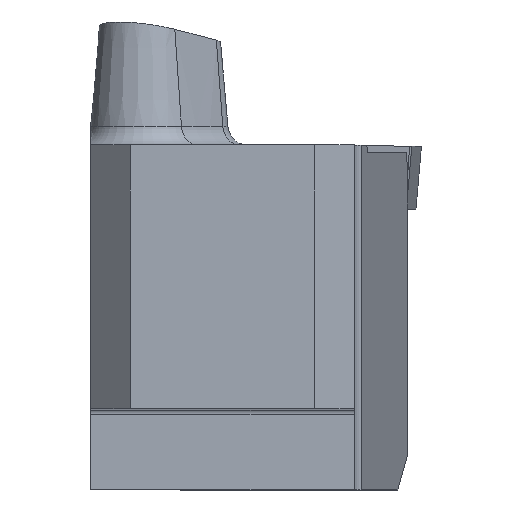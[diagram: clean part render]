
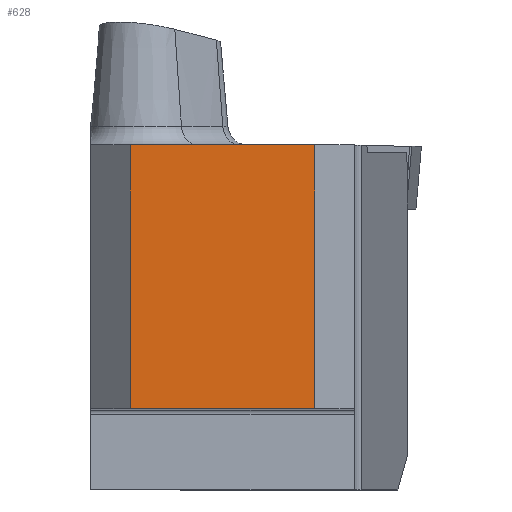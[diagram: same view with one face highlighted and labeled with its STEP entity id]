
A CAD part, top view. The second image highlights one B-rep face of the part: STEP entity #628.
In plain terms, the highlighted planar face has unit normal (0, 0, 1).
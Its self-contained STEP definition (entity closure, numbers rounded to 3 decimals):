
#185=FACE_OUTER_BOUND('',#832,.T.);
#390=LINE('',#3168,#518);
#391=LINE('',#3171,#519);
#392=LINE('',#3173,#520);
#393=LINE('',#3175,#521);
#518=VECTOR('',#2416,1.);
#519=VECTOR('',#2417,1.);
#520=VECTOR('',#2418,1.);
#521=VECTOR('',#2419,1.);
#628=ADVANCED_FACE('CU_BACK_SU1',(#185),#726,.F.);
#726=PLANE('',#2099);
#832=EDGE_LOOP('',(#1081,#1082,#1083,#1084));
#1081=ORIENTED_EDGE('',*,*,#1759,.F.);
#1082=ORIENTED_EDGE('',*,*,#1760,.F.);
#1083=ORIENTED_EDGE('',*,*,#1761,.T.);
#1084=ORIENTED_EDGE('',*,*,#1762,.T.);
#1551=VERTEX_POINT('',#3169);
#1552=VERTEX_POINT('',#3170);
#1553=VERTEX_POINT('',#3172);
#1554=VERTEX_POINT('',#3174);
#1759=EDGE_CURVE('',#1551,#1552,#390,.T.);
#1760=EDGE_CURVE('',#1553,#1551,#391,.T.);
#1761=EDGE_CURVE('',#1553,#1554,#392,.T.);
#1762=EDGE_CURVE('',#1554,#1552,#393,.T.);
#2099=AXIS2_PLACEMENT_3D('',#3176,#2420,#2421);
#2416=DIRECTION('',(0.,-1.,0.));
#2417=DIRECTION('',(1.,0.,0.));
#2418=DIRECTION('',(0.,-1.,0.));
#2419=DIRECTION('',(1.,0.,0.));
#2420=DIRECTION('',(0.,0.,-1.));
#2421=DIRECTION('',(1.,0.,0.));
#3168=CARTESIAN_POINT('',(16.925,0.,0.));
#3169=CARTESIAN_POINT('',(16.925,19.925,0.));
#3170=CARTESIAN_POINT('',(16.925,0.,0.));
#3171=CARTESIAN_POINT('',(110.,19.925,0.));
#3172=CARTESIAN_POINT('',(3.,19.925,0.));
#3173=CARTESIAN_POINT('',(3.,0.,0.));
#3174=CARTESIAN_POINT('',(3.,0.,0.));
#3175=CARTESIAN_POINT('',(110.,0.,0.));
#3176=CARTESIAN_POINT('',(-17.496,39.925,0.));
